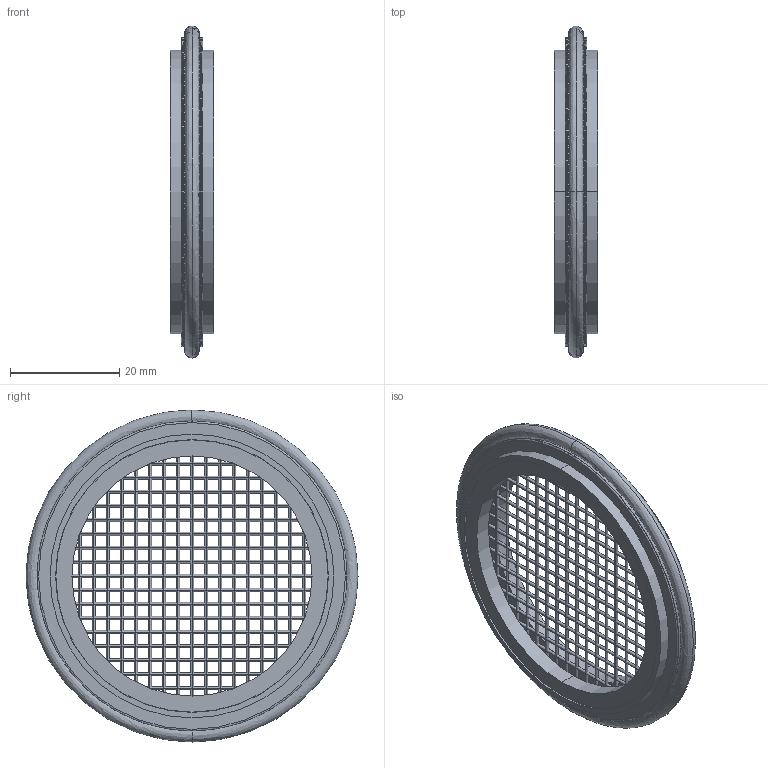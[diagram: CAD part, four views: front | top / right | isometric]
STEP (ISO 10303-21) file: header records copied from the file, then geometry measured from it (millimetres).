
FILE_DESCRIPTION( (''), '2;1');
FILE_NAME ('CAD708.3436.VP2050-M_10880.stp','2017-05-11T11:47:24',(''),(''),'spGate 12.6.6','','');
FILE_SCHEMA (('AUTOMOTIVE_DESIGN'));
Length unit declared in the file: millimetre
Products named in the file (14): Assembly; VP2050-1; VP2050-2; VP2050-23; 1-2; 2-2; 3-2; 4-2; 5-2; 6-2; 7-2; 8-2; 9-2; 10-2
Assembly tree (41 placements, depth 2):
  Assembly
    VP2050-1
    VP2050-2
    VP2050-23
    1-2  x2
    2-2  x4
    3-2  x4
    4-2  x4
    5-2  x4
    6-2  x4
    7-2  x4
    8-2  x4
    9-2  x4
    10-2  x4
Bounding box: 8 x 60.83 x 60.83 mm (x, y, z)
Volume: 6695.7 mm3; surface area: 10741.9 mm2
Topology: 41 solids, 41 shells, 185 faces, 294 edges, 192 vertices
Faces by surface type: cylinder 92, plane 83, bspline 10
Entity records: 3730 total; most frequent: CARTESIAN_POINT 653, DIRECTION 382, ORIENTED_EDGE 252, COLOUR_RGB 212, PRESENTATION_STYLE_ASSIGNMENT 212, STYLED_ITEM 212, AXIS2_PLACEMENT_3D 191, EDGE_CURVE 126
